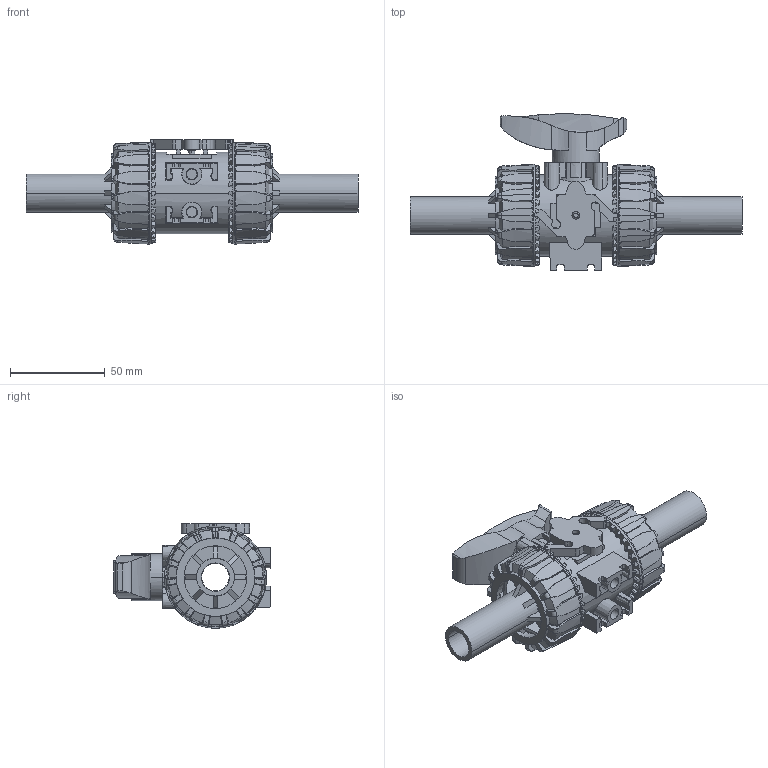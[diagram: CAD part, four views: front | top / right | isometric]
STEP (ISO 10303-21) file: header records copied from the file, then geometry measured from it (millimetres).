
FILE_DESCRIPTION(('STEP AP214'),'1');
FILE_NAME('vkdbm020e.stp','2017-09-06T02:44:09',('TraceParts'),('TraceParts S.A.'),'Spatial InterOp 3D',' ',' ');
FILE_SCHEMA(('automotive_design'));
Length unit declared in the file: millimetre
Products named in the file (7): vkdbm020e_1; vkdbm020e_2; vkdbm020e_3; vkdbm020e_4; VKDBM020E|CVDM11020:1#CVDM11020;Solido1; VKDBM020E|CVDM11020:2#CVDM11020;Solido1; vkdbm020e_7
Bounding box: 175.2 x 82.77 x 55.1 mm (x, y, z)
Volume: 179538.1 mm3; surface area: 64678.6 mm2
Topology: 7 solids, 7 shells, 1438 faces, 3949 edges, 2552 vertices
Faces by surface type: plane 681, cylinder 365, cone 352, torus 34, bspline 6
Entity records: 61189 total; most frequent: CARTESIAN_POINT 13904, ORIENTED_EDGE 7898, DIRECTION 7199, EDGE_CURVE 3949, AXIS2_PLACEMENT_3D 2767, VERTEX_POINT 2552, LINE 1665, VECTOR 1665
